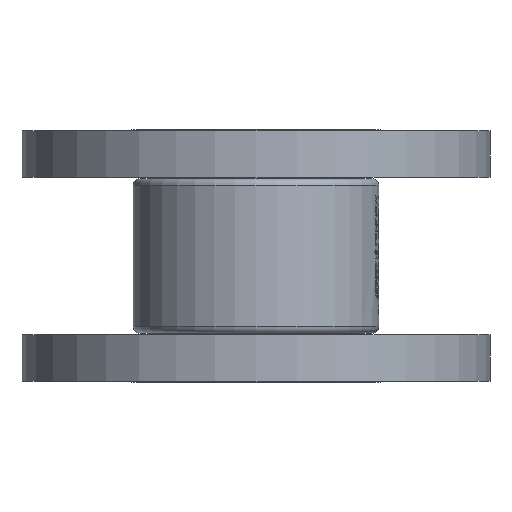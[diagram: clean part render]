
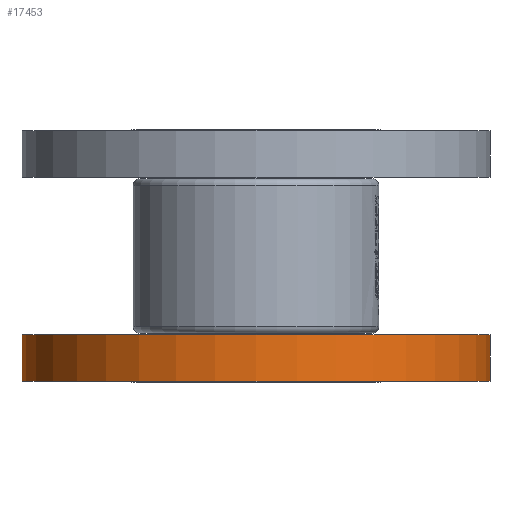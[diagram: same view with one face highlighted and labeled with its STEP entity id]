
A CAD part, front view. The second image highlights one B-rep face of the part: STEP entity #17453.
In plain terms, the highlighted cylindrical face has radius 100 mm (diameter 200 mm), a partial arc.
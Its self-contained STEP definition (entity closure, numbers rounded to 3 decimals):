
#480 = VERTEX_POINT ( 'NONE', #28704 ) ;
#1386 = LINE ( 'NONE', #21995, #4216 ) ;
#1439 = ORIENTED_EDGE ( 'NONE', *, *, #27707, .F. ) ;
#2151 = DIRECTION ( 'NONE',  ( 1., 0., 0. ) ) ;
#3171 = EDGE_CURVE ( 'NONE', #480, #21492, #15984, .T. ) ;
#3593 = EDGE_CURVE ( 'NONE', #10346, #16080, #4478, .T. ) ;
#3763 = AXIS2_PLACEMENT_3D ( 'NONE', #25611, #14171, #16728 ) ;
#4216 = VECTOR ( 'NONE', #6337, 1000. ) ;
#4478 = CIRCLE ( 'NONE', #20322, 100. ) ;
#4840 = CYLINDRICAL_SURFACE ( 'NONE', #3763, 100. ) ;
#6337 = DIRECTION ( 'NONE',  ( 0., 0., -1. ) ) ;
#6882 = DIRECTION ( 'NONE',  ( 1., 0., 0. ) ) ;
#9749 = EDGE_CURVE ( 'NONE', #10346, #480, #1386, .T. ) ;
#10346 = VERTEX_POINT ( 'NONE', #19085 ) ;
#10866 = DIRECTION ( 'NONE',  ( 0., 0., 1. ) ) ;
#12779 = CARTESIAN_POINT ( 'NONE',  ( 100., 0., -87.6 ) ) ;
#14171 = DIRECTION ( 'NONE',  ( 0., 0., -1. ) ) ;
#14876 = ORIENTED_EDGE ( 'NONE', *, *, #9749, .T. ) ;
#15854 = VECTOR ( 'NONE', #28498, 1000. ) ;
#15984 = CIRCLE ( 'NONE', #22234, 100. ) ;
#16080 = VERTEX_POINT ( 'NONE', #12779 ) ;
#16728 = DIRECTION ( 'NONE',  ( 1., 0., 0. ) ) ;
#17453 = ADVANCED_FACE ( 'NONE', ( #18679 ), #4840, .T. ) ;
#17561 = CARTESIAN_POINT ( 'NONE',  ( 100., 0., -107.6 ) ) ;
#18036 = EDGE_LOOP ( 'NONE', ( #23691, #14876, #24905, #1439 ) ) ;
#18679 = FACE_OUTER_BOUND ( 'NONE', #18036, .T. ) ;
#19085 = CARTESIAN_POINT ( 'NONE',  ( -100., 0., -87.6 ) ) ;
#20322 = AXIS2_PLACEMENT_3D ( 'NONE', #29696, #10866, #2151 ) ;
#21492 = VERTEX_POINT ( 'NONE', #17561 ) ;
#21566 = CARTESIAN_POINT ( 'NONE',  ( 100., 0., -118.973 ) ) ;
#21995 = CARTESIAN_POINT ( 'NONE',  ( -100., 0., -118.973 ) ) ;
#22234 = AXIS2_PLACEMENT_3D ( 'NONE', #24796, #29477, #6882 ) ;
#23691 = ORIENTED_EDGE ( 'NONE', *, *, #3593, .F. ) ;
#23974 = LINE ( 'NONE', #21566, #15854 ) ;
#24796 = CARTESIAN_POINT ( 'NONE',  ( 0., 0., -107.6 ) ) ;
#24905 = ORIENTED_EDGE ( 'NONE', *, *, #3171, .T. ) ;
#25611 = CARTESIAN_POINT ( 'NONE',  ( 0., 0., -118.973 ) ) ;
#27707 = EDGE_CURVE ( 'NONE', #16080, #21492, #23974, .T. ) ;
#28498 = DIRECTION ( 'NONE',  ( 0., 0., -1. ) ) ;
#28704 = CARTESIAN_POINT ( 'NONE',  ( -100., 0., -107.6 ) ) ;
#29477 = DIRECTION ( 'NONE',  ( 0., 0., 1. ) ) ;
#29696 = CARTESIAN_POINT ( 'NONE',  ( 0., 0., -87.6 ) ) ;
